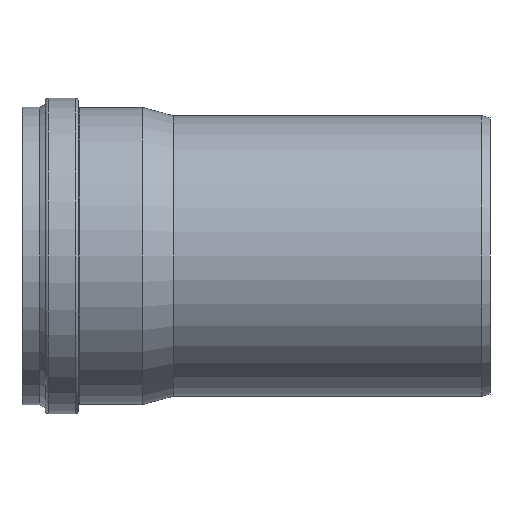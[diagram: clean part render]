
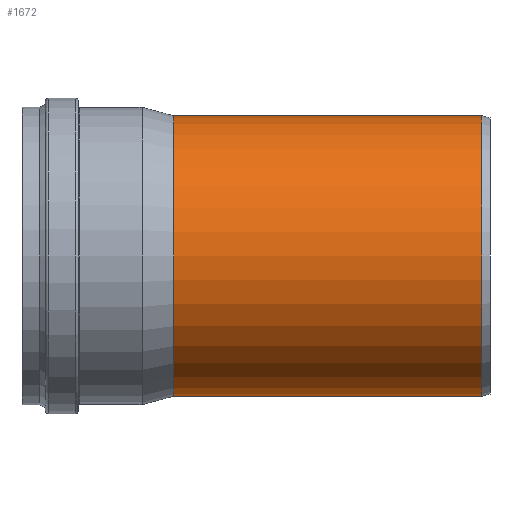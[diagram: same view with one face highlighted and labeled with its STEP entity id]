
A CAD part, left-side view. The second image highlights one B-rep face of the part: STEP entity #1672.
In plain terms, the highlighted cylindrical face has radius 200.25 mm (diameter 400.5 mm), a full revolution.
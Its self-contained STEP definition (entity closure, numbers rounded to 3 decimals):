
#27=FACE_BOUND('',#235,.T.);
#42=B_SPLINE_CURVE_WITH_KNOTS('',3,(#3169,#3170,#3171,#3172,#3173,#3174,
#3175,#3176,#3177,#3178,#3179,#3180,#3181,#3182,#3183,#3184,#3185,#3186,
#3187,#3188,#3189,#3190,#3191,#3192,#3193,#3194,#3195,#3196,#3197,#3198,
#3199),.UNSPECIFIED.,.T.,.F.,(4,1,1,1,1,1,1,1,1,1,1,1,1,1,1,1,1,1,1,1,1,
1,1,1,1,1,1,1,4),(-59.409,-57.287,-55.165,
-53.044,-50.922,-48.8,-46.678,
-45.264,-43.849,-43.142,-42.435,
-40.549,-39.606,-38.191,-36.777,
-33.948,-31.119,-28.29,-25.461,
-22.632,-19.803,-16.974,-14.145,
-11.316,-8.487,-6.365,-4.243,
-2.122,0.),.UNSPECIFIED.);
#48=CYLINDRICAL_SURFACE('',#1808,200.25);
#68=LINE('',#3214,#101);
#101=VECTOR('',#2196,200.25);
#154=FACE_OUTER_BOUND('',#234,.T.);
#234=EDGE_LOOP('',(#1147,#1148,#1149,#1150,#1151,#1152,#1153));
#235=EDGE_LOOP('',(#1154));
#350=CIRCLE('',#1809,200.25);
#351=CIRCLE('',#1810,200.25);
#352=CIRCLE('',#1811,200.25);
#353=CIRCLE('',#1812,200.25);
#354=CIRCLE('',#1813,200.25);
#590=VERTEX_POINT('',#3130);
#596=VERTEX_POINT('',#3209);
#597=VERTEX_POINT('',#3210);
#598=VERTEX_POINT('',#3213);
#599=VERTEX_POINT('',#3215);
#600=VERTEX_POINT('',#3217);
#818=EDGE_CURVE('',#590,#590,#42,.T.);
#823=EDGE_CURVE('',#596,#597,#350,.T.);
#824=EDGE_CURVE('',#597,#596,#351,.T.);
#825=EDGE_CURVE('',#597,#598,#68,.T.);
#826=EDGE_CURVE('',#599,#598,#352,.T.);
#827=EDGE_CURVE('',#600,#599,#353,.T.);
#828=EDGE_CURVE('',#598,#600,#354,.T.);
#1147=ORIENTED_EDGE('',*,*,#823,.F.);
#1148=ORIENTED_EDGE('',*,*,#824,.F.);
#1149=ORIENTED_EDGE('',*,*,#825,.T.);
#1150=ORIENTED_EDGE('',*,*,#826,.F.);
#1151=ORIENTED_EDGE('',*,*,#827,.F.);
#1152=ORIENTED_EDGE('',*,*,#828,.F.);
#1153=ORIENTED_EDGE('',*,*,#825,.F.);
#1154=ORIENTED_EDGE('',*,*,#818,.F.);
#1672=ADVANCED_FACE('',(#154,#27),#48,.T.);
#1808=AXIS2_PLACEMENT_3D('',#3208,#2190,#2191);
#1809=AXIS2_PLACEMENT_3D('',#3211,#2192,#2193);
#1810=AXIS2_PLACEMENT_3D('',#3212,#2194,#2195);
#1811=AXIS2_PLACEMENT_3D('',#3216,#2197,#2198);
#1812=AXIS2_PLACEMENT_3D('',#3218,#2199,#2200);
#1813=AXIS2_PLACEMENT_3D('',#3219,#2201,#2202);
#2190=DIRECTION('center_axis',(0.,-1.,0.));
#2191=DIRECTION('ref_axis',(1.,0.,0.));
#2192=DIRECTION('center_axis',(0.,-1.,0.));
#2193=DIRECTION('ref_axis',(1.,0.,0.));
#2194=DIRECTION('center_axis',(0.,-1.,0.));
#2195=DIRECTION('ref_axis',(1.,0.,0.));
#2196=DIRECTION('',(0.,1.,0.));
#2197=DIRECTION('center_axis',(0.,1.,0.));
#2198=DIRECTION('ref_axis',(-1.,0.,0.));
#2199=DIRECTION('center_axis',(0.,1.,0.));
#2200=DIRECTION('ref_axis',(-1.,0.,0.));
#2201=DIRECTION('center_axis',(0.,1.,0.));
#2202=DIRECTION('ref_axis',(-1.,0.,0.));
#3130=CARTESIAN_POINT('',(183.038,314.599,-81.223));
#3169=CARTESIAN_POINT('Ctrl Pts',(183.038,314.599,-81.223));
#3170=CARTESIAN_POINT('Ctrl Pts',(182.992,322.14,-81.327));
#3171=CARTESIAN_POINT('Ctrl Pts',(183.366,337.231,-80.492));
#3172=CARTESIAN_POINT('Ctrl Pts',(185.055,359.484,-76.582));
#3173=CARTESIAN_POINT('Ctrl Pts',(187.59,381.069,-70.224));
#3174=CARTESIAN_POINT('Ctrl Pts',(190.707,401.666,-61.386));
#3175=CARTESIAN_POINT('Ctrl Pts',(194.122,420.783,-49.775));
#3176=CARTESIAN_POINT('Ctrl Pts',(197.088,435.589,-36.431));
#3177=CARTESIAN_POINT('Ctrl Pts',(199.188,445.458,-22.019));
#3178=CARTESIAN_POINT('Ctrl Pts',(200.101,449.609,-10.152));
#3179=CARTESIAN_POINT('Ctrl Pts',(200.296,450.496,-0.199));
#3180=CARTESIAN_POINT('Ctrl Pts',(200.091,449.566,11.443));
#3181=CARTESIAN_POINT('Ctrl Pts',(199.048,444.823,23.165));
#3182=CARTESIAN_POINT('Ctrl Pts',(197.205,436.087,35.236));
#3183=CARTESIAN_POINT('Ctrl Pts',(195.305,426.713,44.601));
#3184=CARTESIAN_POINT('Ctrl Pts',(192.281,410.774,56.434));
#3185=CARTESIAN_POINT('Ctrl Pts',(188.566,388.564,67.739));
#3186=CARTESIAN_POINT('Ctrl Pts',(184.985,359.961,76.802));
#3187=CARTESIAN_POINT('Ctrl Pts',(182.896,330.147,81.547));
#3188=CARTESIAN_POINT('Ctrl Pts',(182.97,299.836,81.378));
#3189=CARTESIAN_POINT('Ctrl Pts',(185.81,270.249,74.906));
#3190=CARTESIAN_POINT('Ctrl Pts',(191.318,244.034,60.239));
#3191=CARTESIAN_POINT('Ctrl Pts',(197.442,225.194,36.951));
#3192=CARTESIAN_POINT('Ctrl Pts',(200.874,216.711,7.861));
#3193=CARTESIAN_POINT('Ctrl Pts',(199.711,219.454,-22.475));
#3194=CARTESIAN_POINT('Ctrl Pts',(195.029,232.057,-47.017));
#3195=CARTESIAN_POINT('Ctrl Pts',(189.945,250.201,-63.866));
#3196=CARTESIAN_POINT('Ctrl Pts',(186.072,270.114,-74.166));
#3197=CARTESIAN_POINT('Ctrl Pts',(183.644,291.985,-79.868));
#3198=CARTESIAN_POINT('Ctrl Pts',(183.084,307.058,-81.119));
#3199=CARTESIAN_POINT('Ctrl Pts',(183.038,314.599,-81.223));
#3208=CARTESIAN_POINT('Origin',(0.,232.005,0.));
#3209=CARTESIAN_POINT('',(200.25,12.,0.));
#3210=CARTESIAN_POINT('',(-200.25,12.,0.));
#3211=CARTESIAN_POINT('Origin',(0.,12.,0.));
#3212=CARTESIAN_POINT('Origin',(0.,12.,0.));
#3213=CARTESIAN_POINT('',(-200.25,451.747,0.));
#3214=CARTESIAN_POINT('',(-200.25,232.005,0.));
#3215=CARTESIAN_POINT('',(200.25,451.747,0.));
#3216=CARTESIAN_POINT('Origin',(0.,451.747,0.));
#3217=CARTESIAN_POINT('',(0.,451.747,200.25));
#3218=CARTESIAN_POINT('Origin',(0.,451.747,0.));
#3219=CARTESIAN_POINT('Origin',(0.,451.747,0.));
